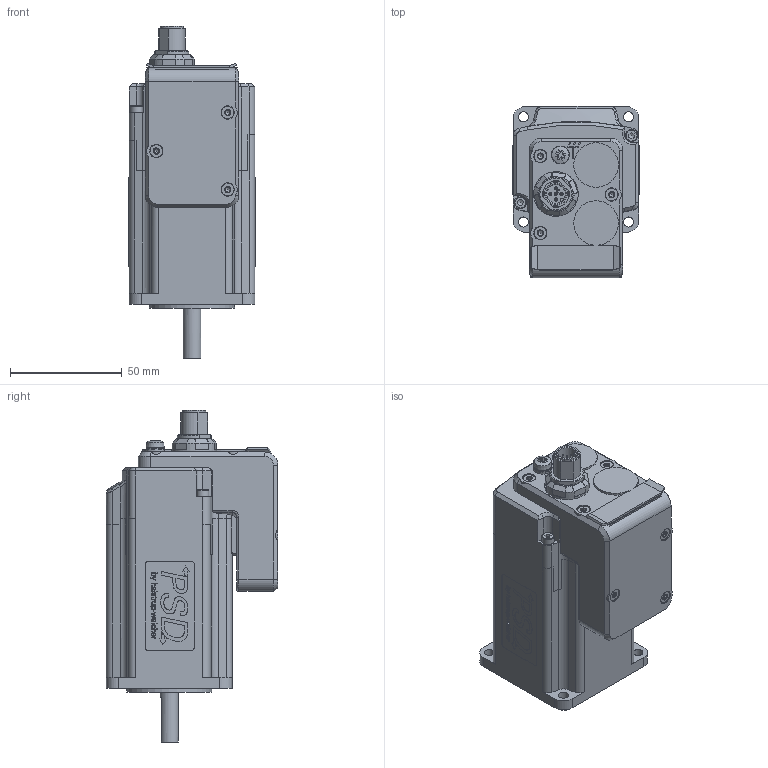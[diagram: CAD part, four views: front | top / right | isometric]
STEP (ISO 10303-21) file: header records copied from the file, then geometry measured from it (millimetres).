
FILE_DESCRIPTION(/* description */ (''),/* implementation_level */ '2;1');
FILE_NAME(/* name */ '7300.017243A.stp',/* time_stamp */ '2020-05-20T14:37:50+02:00',/* author */ ('mzabek'),/* organization */ (''),/* preprocessor_version */ 'ST-DEVELOPER v17',/* originating_system */ 'Autodesk Inventor 2018',/* authorisation */ '');
FILE_SCHEMA (('AUTOMOTIVE_DESIGN { 1 0 10303 214 3 1 1 }'));
Products named in the file (1): ENG-104618
Bounding box: 56.8 x 77 x 148.8 mm (x, y, z)
Volume: 347613.3 mm3; surface area: 36080.6 mm2
Topology: 4 solids, 4 shells, 1486 faces, 4090 edges, 2689 vertices
Faces by surface type: plane 717, bspline 428, cylinder 231, cone 86, sphere 14, torus 10
Full cylindrical faces by diameter (mm): 0.6 x3, 0.8 x5, 1 x3, 1.4 x4, 4.5 x4, 5.5 x2, 5.6 x6, 6 x6, 8 x2, 8.3 x1, 10.4 x1, 20 x2, 38.1 x1
Entity records: 53804 total; most frequent: CARTESIAN_POINT 17413, ORIENTED_EDGE 8138, DIRECTION 5713, EDGE_CURVE 4069, VERTEX_POINT 2689, LINE 2229, VECTOR 2229, AXIS2_PLACEMENT_3D 1742
